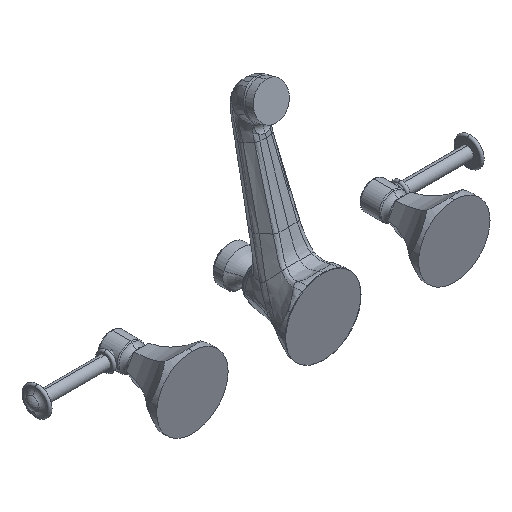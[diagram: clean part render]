
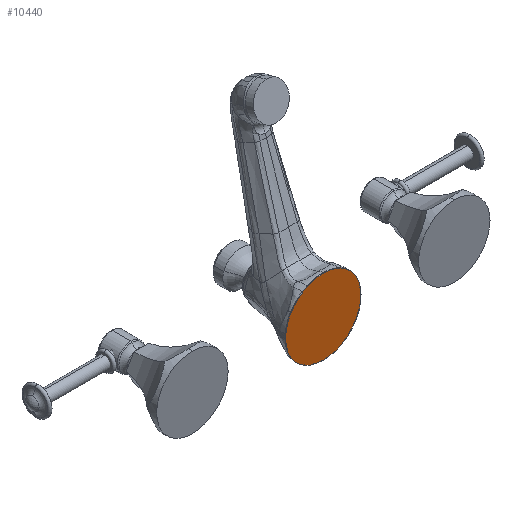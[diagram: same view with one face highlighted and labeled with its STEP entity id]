
A CAD part, isometric view. The second image highlights one B-rep face of the part: STEP entity #10440.
In plain terms, the highlighted planar face has unit normal (0, -1, 0).
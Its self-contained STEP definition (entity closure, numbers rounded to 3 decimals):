
#210 = CIRCLE ( 'NONE', #11246, 31.7 ) ;
#1524 = ORIENTED_EDGE ( 'NONE', *, *, #7503, .T. ) ;
#1767 = CIRCLE ( 'NONE', #6222, 31.7 ) ;
#2314 = CARTESIAN_POINT ( 'NONE',  ( 0., 1.5, 0. ) ) ;
#2509 = VERTEX_POINT ( 'NONE', #4454 ) ;
#4260 = DIRECTION ( 'NONE',  ( 0., 0., 1. ) ) ;
#4454 = CARTESIAN_POINT ( 'NONE',  ( 0., 1.5, -31.7 ) ) ;
#5541 = EDGE_LOOP ( 'NONE', ( #11882, #1524 ) ) ;
#6038 = AXIS2_PLACEMENT_3D ( 'NONE', #2314, #7383, #11068 ) ;
#6055 = FACE_OUTER_BOUND ( 'NONE', #5541, .T. ) ;
#6150 = CARTESIAN_POINT ( 'NONE',  ( 0., 1.5, 31.7 ) ) ;
#6222 = AXIS2_PLACEMENT_3D ( 'NONE', #7763, #11456, #4260 ) ;
#7383 = DIRECTION ( 'NONE',  ( 0., 1., 0. ) ) ;
#7439 = CARTESIAN_POINT ( 'NONE',  ( 0., 1.5, 0. ) ) ;
#7503 = EDGE_CURVE ( 'NONE', #2509, #10877, #210, .T. ) ;
#7763 = CARTESIAN_POINT ( 'NONE',  ( 0., 1.5, 0. ) ) ;
#8265 = DIRECTION ( 'NONE',  ( 0., 0., 1. ) ) ;
#8301 = EDGE_CURVE ( 'NONE', #10877, #2509, #1767, .T. ) ;
#9164 = DIRECTION ( 'NONE',  ( 0., -1., 0. ) ) ;
#10440 = ADVANCED_FACE ( 'NONE', ( #6055 ), #10577, .F. ) ;
#10577 = PLANE ( 'NONE',  #6038 ) ;
#10877 = VERTEX_POINT ( 'NONE', #6150 ) ;
#11068 = DIRECTION ( 'NONE',  ( 0., 0., 1. ) ) ;
#11246 = AXIS2_PLACEMENT_3D ( 'NONE', #7439, #9164, #8265 ) ;
#11456 = DIRECTION ( 'NONE',  ( 0., -1., 0. ) ) ;
#11882 = ORIENTED_EDGE ( 'NONE', *, *, #8301, .T. ) ;
